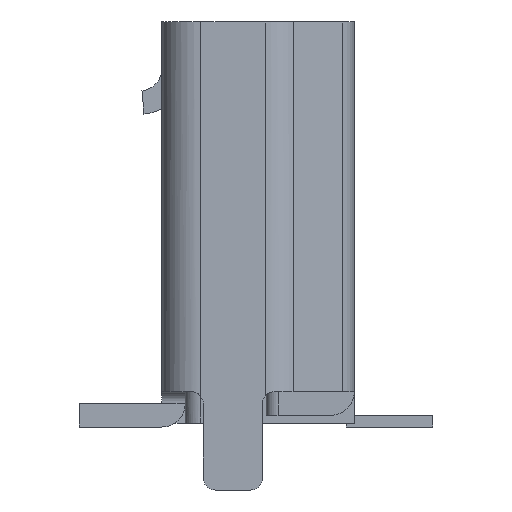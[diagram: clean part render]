
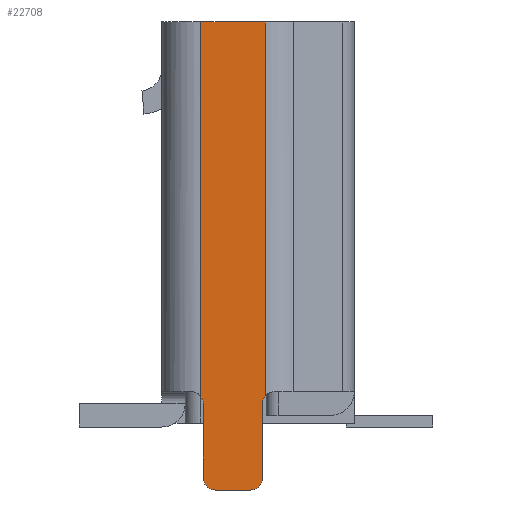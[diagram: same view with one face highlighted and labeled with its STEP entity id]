
A CAD part, left-side view. The second image highlights one B-rep face of the part: STEP entity #22708.
In plain terms, the highlighted planar face has unit normal (-1, 0, 0).
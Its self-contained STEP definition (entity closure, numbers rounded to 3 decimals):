
#266 = CARTESIAN_POINT ( 'NONE',  ( -3.75, 0.725, -2.21 ) ) ;
#642 = DIRECTION ( 'NONE',  ( 0., 0., 1. ) ) ;
#956 = ORIENTED_EDGE ( 'NONE', *, *, #5344, .F. ) ;
#1040 = EDGE_CURVE ( 'NONE', #10011, #10722, #14378, .T. ) ;
#1214 = ORIENTED_EDGE ( 'NONE', *, *, #10444, .F. ) ;
#1318 = DIRECTION ( 'NONE',  ( -1., 0., 0. ) ) ;
#1511 = LINE ( 'NONE', #19075, #14881 ) ;
#2509 = DIRECTION ( 'NONE',  ( -1., 0., 0. ) ) ;
#3046 = LINE ( 'NONE', #21279, #7689 ) ;
#3175 = DIRECTION ( 'NONE',  ( 0., 1., 0. ) ) ;
#3256 = EDGE_LOOP ( 'NONE', ( #9878, #5296, #4937, #8299, #956, #18058, #1214, #5269, #4119, #10291 ) ) ;
#3389 = VECTOR ( 'NONE', #15606, 1000. ) ;
#3455 = CARTESIAN_POINT ( 'NONE',  ( -3.75, -0.055, -2.15 ) ) ;
#4119 = ORIENTED_EDGE ( 'NONE', *, *, #16279, .F. ) ;
#4359 = EDGE_CURVE ( 'NONE', #11715, #13276, #5475, .T. ) ;
#4383 = AXIS2_PLACEMENT_3D ( 'NONE', #11176, #7510, #11290 ) ;
#4606 = CARTESIAN_POINT ( 'NONE',  ( -3.75, -0.092, 2.55 ) ) ;
#4937 = ORIENTED_EDGE ( 'NONE', *, *, #8784, .F. ) ;
#5165 = VERTEX_POINT ( 'NONE', #15585 ) ;
#5269 = ORIENTED_EDGE ( 'NONE', *, *, #23094, .F. ) ;
#5296 = ORIENTED_EDGE ( 'NONE', *, *, #17442, .F. ) ;
#5298 = CARTESIAN_POINT ( 'NONE',  ( -3.75, -0.092, 2.55 ) ) ;
#5344 = EDGE_CURVE ( 'NONE', #10722, #5165, #3046, .T. ) ;
#5475 = LINE ( 'NONE', #9304, #10718 ) ;
#5709 = DIRECTION ( 'NONE',  ( 1., 0., 0. ) ) ;
#7510 = DIRECTION ( 'NONE',  ( 1., 0., 0. ) ) ;
#7689 = VECTOR ( 'NONE', #3175, 1000. ) ;
#7817 = DIRECTION ( 'NONE',  ( 1., 0., 0. ) ) ;
#8023 = VECTOR ( 'NONE', #15931, 1000. ) ;
#8299 = ORIENTED_EDGE ( 'NONE', *, *, #10190, .F. ) ;
#8784 = EDGE_CURVE ( 'NONE', #13137, #11389, #1511, .T. ) ;
#9202 = CARTESIAN_POINT ( 'NONE',  ( -3.75, 0.695, -2.3 ) ) ;
#9304 = CARTESIAN_POINT ( 'NONE',  ( -3.75, -0.092, 2.55 ) ) ;
#9878 = ORIENTED_EDGE ( 'NONE', *, *, #10018, .T. ) ;
#10011 = VERTEX_POINT ( 'NONE', #10311 ) ;
#10018 = EDGE_CURVE ( 'NONE', #11715, #22528, #13604, .T. ) ;
#10086 = CARTESIAN_POINT ( 'NONE',  ( -3.75, 0.725, 2.55 ) ) ;
#10190 = EDGE_CURVE ( 'NONE', #5165, #13137, #20012, .T. ) ;
#10214 = DIRECTION ( 'NONE',  ( 0., 0., -1. ) ) ;
#10291 = ORIENTED_EDGE ( 'NONE', *, *, #4359, .F. ) ;
#10311 = CARTESIAN_POINT ( 'NONE',  ( -3.75, -0.055, -3.25 ) ) ;
#10444 = EDGE_CURVE ( 'NONE', #17353, #10011, #12722, .T. ) ;
#10718 = VECTOR ( 'NONE', #21995, 1000. ) ;
#10722 = VERTEX_POINT ( 'NONE', #17780 ) ;
#10942 = PLANE ( 'NONE',  #4383 ) ;
#11176 = CARTESIAN_POINT ( 'NONE',  ( -3.75, -0.092, 2.55 ) ) ;
#11213 = CARTESIAN_POINT ( 'NONE',  ( -3.75, -0.055, -2.3 ) ) ;
#11264 = AXIS2_PLACEMENT_3D ( 'NONE', #16610, #2509, #12826 ) ;
#11290 = DIRECTION ( 'NONE',  ( 0., 0., -1. ) ) ;
#11389 = VERTEX_POINT ( 'NONE', #9202 ) ;
#11715 = VERTEX_POINT ( 'NONE', #22003 ) ;
#12722 = LINE ( 'NONE', #3455, #8023 ) ;
#12826 = DIRECTION ( 'NONE',  ( 0., 0., 1. ) ) ;
#12947 = CARTESIAN_POINT ( 'NONE',  ( -3.75, 0.095, -3.25 ) ) ;
#13137 = VERTEX_POINT ( 'NONE', #19855 ) ;
#13276 = VERTEX_POINT ( 'NONE', #5298 ) ;
#13604 = LINE ( 'NONE', #10086, #3389 ) ;
#14378 = CIRCLE ( 'NONE', #23385, 0.15 ) ;
#14818 = CIRCLE ( 'NONE', #23058, 0.15 ) ;
#14881 = VECTOR ( 'NONE', #19175, 1000. ) ;
#15113 = CARTESIAN_POINT ( 'NONE',  ( -3.75, 0.545, -3.25 ) ) ;
#15585 = CARTESIAN_POINT ( 'NONE',  ( -3.75, 0.545, -3.4 ) ) ;
#15606 = DIRECTION ( 'NONE',  ( 0., 0., -1. ) ) ;
#15931 = DIRECTION ( 'NONE',  ( 0., 0., -1. ) ) ;
#16279 = EDGE_CURVE ( 'NONE', #13276, #18839, #18946, .T. ) ;
#16581 = FACE_OUTER_BOUND ( 'NONE', #3256, .T. ) ;
#16610 = CARTESIAN_POINT ( 'NONE',  ( -3.75, -0.205, -2.3 ) ) ;
#17294 = CIRCLE ( 'NONE', #11264, 0.15 ) ;
#17353 = VERTEX_POINT ( 'NONE', #11213 ) ;
#17440 = CARTESIAN_POINT ( 'NONE',  ( -3.75, 0.845, -2.3 ) ) ;
#17442 = EDGE_CURVE ( 'NONE', #11389, #22528, #14818, .T. ) ;
#17780 = CARTESIAN_POINT ( 'NONE',  ( -3.75, 0.095, -3.4 ) ) ;
#18058 = ORIENTED_EDGE ( 'NONE', *, *, #1040, .F. ) ;
#18839 = VERTEX_POINT ( 'NONE', #22382 ) ;
#18946 = LINE ( 'NONE', #4606, #22990 ) ;
#19075 = CARTESIAN_POINT ( 'NONE',  ( -3.75, 0.695, -2.15 ) ) ;
#19175 = DIRECTION ( 'NONE',  ( 0., 0., 1. ) ) ;
#19279 = AXIS2_PLACEMENT_3D ( 'NONE', #15113, #7817, #642 ) ;
#19855 = CARTESIAN_POINT ( 'NONE',  ( -3.75, 0.695, -3.25 ) ) ;
#20012 = CIRCLE ( 'NONE', #19279, 0.15 ) ;
#20827 = DIRECTION ( 'NONE',  ( 0., 0., 1. ) ) ;
#21279 = CARTESIAN_POINT ( 'NONE',  ( -3.75, 0.695, -3.4 ) ) ;
#21891 = DIRECTION ( 'NONE',  ( 0., 0., 1. ) ) ;
#21995 = DIRECTION ( 'NONE',  ( 0., -1., 0. ) ) ;
#22003 = CARTESIAN_POINT ( 'NONE',  ( -3.75, 0.725, 2.55 ) ) ;
#22382 = CARTESIAN_POINT ( 'NONE',  ( -3.75, -0.092, -2.201 ) ) ;
#22528 = VERTEX_POINT ( 'NONE', #266 ) ;
#22708 = ADVANCED_FACE ( 'NONE', ( #16581 ), #10942, .F. ) ;
#22990 = VECTOR ( 'NONE', #10214, 1000. ) ;
#23058 = AXIS2_PLACEMENT_3D ( 'NONE', #17440, #1318, #20827 ) ;
#23094 = EDGE_CURVE ( 'NONE', #18839, #17353, #17294, .T. ) ;
#23385 = AXIS2_PLACEMENT_3D ( 'NONE', #12947, #5709, #21891 ) ;
